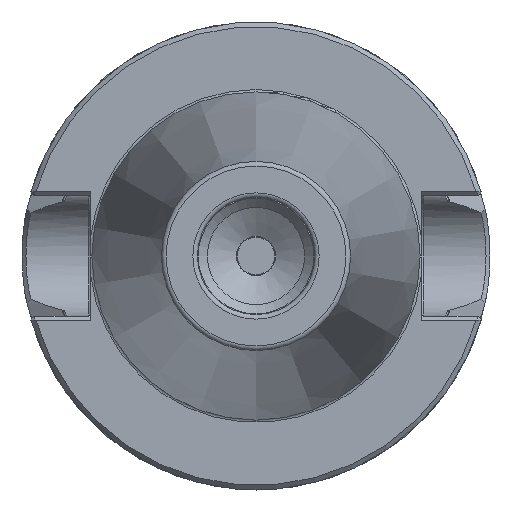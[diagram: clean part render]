
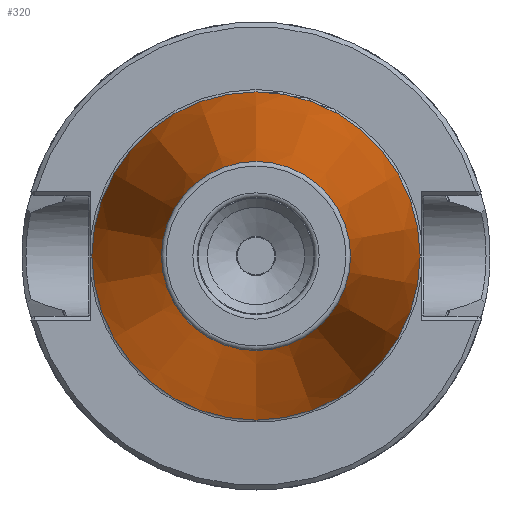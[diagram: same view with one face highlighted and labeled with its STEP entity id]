
A CAD part, left-side view. The second image highlights one B-rep face of the part: STEP entity #320.
In plain terms, the highlighted conical face has half-angle 8.297 degrees and reference radius 20.204 mm.
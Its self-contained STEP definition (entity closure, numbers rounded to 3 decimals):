
#320 = ADVANCED_FACE( '', ( #807, #808 ), #809, .T. );
#807 = FACE_OUTER_BOUND( '', #1516, .T. );
#808 = FACE_BOUND( '', #1517, .T. );
#809 = CONICAL_SURFACE( '', #1518, 20.204, 0.145 );
#1516 = EDGE_LOOP( '', ( #2476 ) );
#1517 = EDGE_LOOP( '', ( #2477 ) );
#1518 = AXIS2_PLACEMENT_3D( '', #2478, #2479, #2480 );
#2476 = ORIENTED_EDGE( '', *, *, #4083, .T. );
#2477 = ORIENTED_EDGE( '', *, *, #4029, .F. );
#2478 = CARTESIAN_POINT( '', ( -100.944, 0., 0. ) );
#2479 = DIRECTION( '', ( 1., 0., 0. ) );
#2480 = DIRECTION( '', ( 0., 0., -1. ) );
#4029 = EDGE_CURVE( '', #4809, #4809, #4810, .T. );
#4083 = EDGE_CURVE( '', #4902, #4902, #4903, .T. );
#4809 = VERTEX_POINT( '', #6120 );
#4810 = CIRCLE( '', #6121, 20.204 );
#4902 = VERTEX_POINT( '', #6250 );
#4903 = CIRCLE( '', #6251, 35.065 );
#6120 = CARTESIAN_POINT( '', ( -100.944, 0., 20.204 ) );
#6121 = AXIS2_PLACEMENT_3D( '', #7584, #7585, #7586 );
#6250 = CARTESIAN_POINT( '', ( 0.963, 0., 35.065 ) );
#6251 = AXIS2_PLACEMENT_3D( '', #7657, #7658, #7659 );
#7584 = CARTESIAN_POINT( '', ( -100.944, 0., 0. ) );
#7585 = DIRECTION( '', ( -1., 0., 0. ) );
#7586 = DIRECTION( '', ( 0., 0., 1. ) );
#7657 = CARTESIAN_POINT( '', ( 0.963, 0., 0. ) );
#7658 = DIRECTION( '', ( -1., 0., 0. ) );
#7659 = DIRECTION( '', ( 0., 0., 1. ) );
